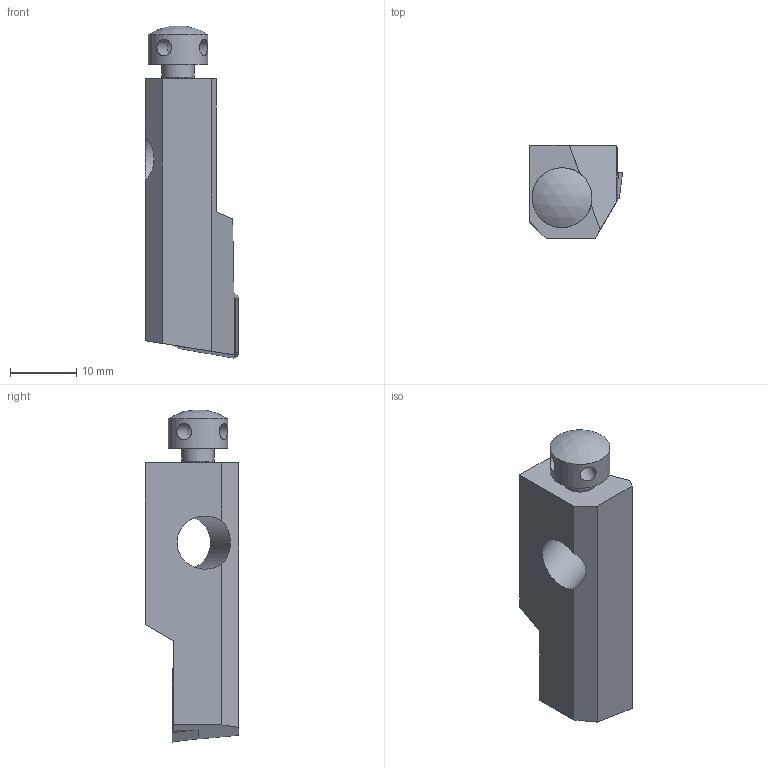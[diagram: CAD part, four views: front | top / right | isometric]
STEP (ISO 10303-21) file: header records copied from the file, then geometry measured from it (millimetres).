
FILE_DESCRIPTION(/* description */ (''),/* implementation_level */ '2;1');
FILE_NAME(/* name */ 'SCGCL10CA-09.stp',/* time_stamp */ '2012-10-15T14:25:52+06:00',/* author */ (''),/* organization */ (''),/* preprocessor_version */ 'ST-DEVELOPER v11',/* originating_system */ 'SIEMENS PLM Software NX 7.5',/* authorisation */ '');
FILE_SCHEMA (('AUTOMOTIVE_DESIGN { 1 0 10303 214 1 1 1 1 }'));
Length unit declared in the file: millimetre
Products named in the file (1): inpuB9DCwzzv
Bounding box: 14 x 14 x 49.94 mm (x, y, z)
Volume: 4984.2 mm3; surface area: 2993.2 mm2
Topology: 3 solids, 3 shells, 41 faces, 108 edges, 70 vertices
Faces by surface type: plane 24, cylinder 9, cone 7, sphere 1
Full cylindrical faces by diameter (mm): 2.3 x1, 2.5 x4, 4.91 x1, 5 x1, 8 x1, 9 x1
Entity records: 1456 total; most frequent: CARTESIAN_POINT 480, DIRECTION 189, ORIENTED_EDGE 174, EDGE_CURVE 87, AXIS2_PLACEMENT_3D 65, VERTEX_POINT 63, LINE 59, VECTOR 59
